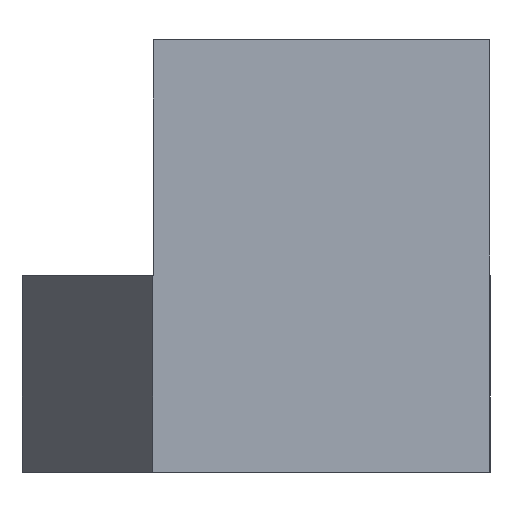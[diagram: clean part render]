
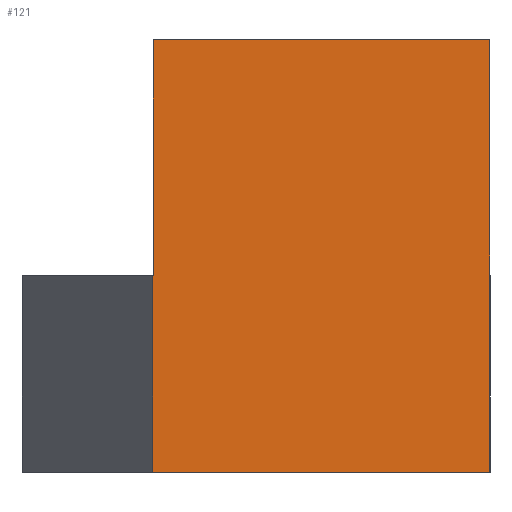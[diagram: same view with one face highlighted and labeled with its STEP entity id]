
A CAD part, left-side view. The second image highlights one B-rep face of the part: STEP entity #121.
In plain terms, the highlighted planar face has unit normal (-1, 0, 0).
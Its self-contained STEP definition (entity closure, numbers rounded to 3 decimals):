
#121=ADVANCED_FACE('',(#410),#412,.T.);
#410=FACE_BOUND('',#411,.T.);
#411=EDGE_LOOP('',(#663,#664,#665,#666,#667,#668));
#412=PLANE('',#413);
#413=AXIS2_PLACEMENT_3D('',#414,#415,#416);
#414=CARTESIAN_POINT('',(246.1,24.,10.5));
#415=DIRECTION('',(-1.,0.,0.));
#416=DIRECTION('',(0.,-1.,0.));
#663=ORIENTED_EDGE('',*,*,#813,.F.);
#664=ORIENTED_EDGE('',*,*,#817,.T.);
#665=ORIENTED_EDGE('',*,*,#818,.T.);
#666=ORIENTED_EDGE('',*,*,#819,.F.);
#667=ORIENTED_EDGE('',*,*,#820,.F.);
#668=ORIENTED_EDGE('',*,*,#792,.F.);
#792=EDGE_CURVE('',#878,#880,#881,.T.);
#813=EDGE_CURVE('',#915,#878,#918,.T.);
#817=EDGE_CURVE('',#915,#923,#924,.T.);
#818=EDGE_CURVE('',#923,#925,#926,.T.);
#819=EDGE_CURVE('',#927,#925,#928,.F.);
#820=EDGE_CURVE('',#880,#927,#929,.T.);
#878=VERTEX_POINT('',#1028);
#880=VERTEX_POINT('',#1032);
#881=LINE('',#1033,#1034);
#915=VERTEX_POINT('',#1111);
#918=LINE('',#1116,#1117);
#923=VERTEX_POINT('',#1129);
#924=LINE('',#1130,#1131);
#925=VERTEX_POINT('',#1133);
#926=LINE('',#1134,#1135);
#927=VERTEX_POINT('',#1137);
#928=LINE('',#1138,#1139);
#929=LINE('',#1141,#1142);
#1028=CARTESIAN_POINT('',(246.1,24.,23.1));
#1032=CARTESIAN_POINT('',(246.1,6.,23.1));
#1033=CARTESIAN_POINT('',(246.1,24.,23.1));
#1034=VECTOR('',#1035,1.);
#1035=DIRECTION('',(0.,-1.,0.));
#1111=CARTESIAN_POINT('',(246.1,24.,10.5));
#1116=CARTESIAN_POINT('',(246.1,24.,10.5));
#1117=VECTOR('',#1118,1.);
#1118=DIRECTION('',(0.,0.,1.));
#1129=CARTESIAN_POINT('',(246.1,24.018,10.5));
#1130=CARTESIAN_POINT('',(246.1,24.,10.5));
#1131=VECTOR('',#1132,1.);
#1132=DIRECTION('',(0.,1.,0.));
#1133=CARTESIAN_POINT('',(246.1,24.018,0.));
#1134=CARTESIAN_POINT('',(246.1,24.018,10.5));
#1135=VECTOR('',#1136,1.);
#1136=DIRECTION('',(0.,0.,-1.));
#1137=CARTESIAN_POINT('',(246.1,6.,0.));
#1138=CARTESIAN_POINT('',(246.1,24.018,0.));
#1139=VECTOR('',#1140,1.);
#1140=DIRECTION('',(0.,-1.,0.));
#1141=CARTESIAN_POINT('',(246.1,6.,23.1));
#1142=VECTOR('',#1143,1.);
#1143=DIRECTION('',(0.,0.,-1.));
